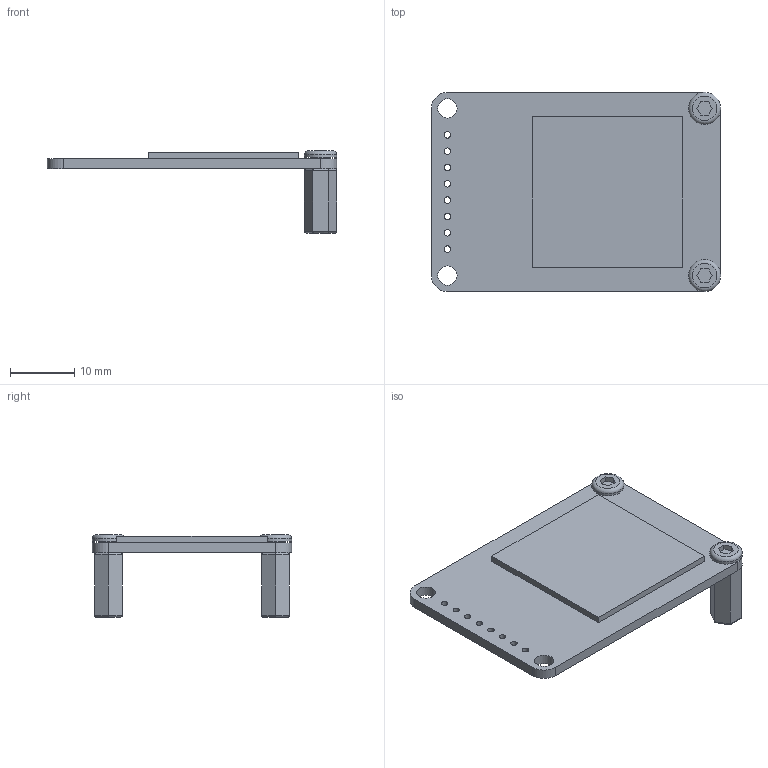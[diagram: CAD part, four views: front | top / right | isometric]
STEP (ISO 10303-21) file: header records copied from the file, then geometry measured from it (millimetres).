
FILE_DESCRIPTION(('Open CASCADE Model'),'2;1');
FILE_NAME('Open CASCADE Shape Model','2021-03-28T21:09:39',('Author'),( 'Open CASCADE'),'Open CASCADE STEP processor 7.5','Open CASCADE 7.5' ,'Unknown');
FILE_SCHEMA(('AUTOMOTIVE_DESIGN { 1 0 10303 214 1 1 1 1 }'));
Length unit declared in the file: millimetre
Products named in the file (11): CQ assembly; 244b8364-8ff9-11eb-a212-8c1645fe51f1; 244b8364-8ff9-11eb-a212-8c1645fe51f1_part; 24748f0c-8ff9-11eb-a212-8c1645fe51f1; 24748f0c-8ff9-11eb-a212-8c1645fe51f1_part; 2475a658-8ff9-11eb-a212-8c1645fe51f1; 2475a658-8ff9-11eb-a212-8c1645fe51f1_part; 249eecfc-8ff9-11eb-a212-8c1645fe51f1; 249eecfc-8ff9-11eb-a212-8c1645fe51f1_part; 24c8a7ea-8ff9-11eb-a212-8c1645fe51f1; 24c8a7ea-8ff9-11eb-a212-8c1645fe51f1_part
Assembly tree (10 placements, depth 4):
  CQ assembly
    244b8364-8ff9-11eb-a212-8c1645fe51f1
      244b8364-8ff9-11eb-a212-8c1645fe51f1_part
      24748f0c-8ff9-11eb-a212-8c1645fe51f1
        24748f0c-8ff9-11eb-a212-8c1645fe51f1_part
      2475a658-8ff9-11eb-a212-8c1645fe51f1
        2475a658-8ff9-11eb-a212-8c1645fe51f1_part
      249eecfc-8ff9-11eb-a212-8c1645fe51f1
        249eecfc-8ff9-11eb-a212-8c1645fe51f1_part
      24c8a7ea-8ff9-11eb-a212-8c1645fe51f1
        24c8a7ea-8ff9-11eb-a212-8c1645fe51f1_part
Bounding box: 45 x 31 x 12.8 mm (x, y, z)
Volume: 3020.6 mm3; surface area: 4918 mm2
Topology: 6 solids, 6 shells, 100 faces, 222 edges, 138 vertices
Faces by surface type: plane 48, cylinder 46, torus 6
Full cylindrical faces by diameter (mm): 1 x8, 2.5 x4, 3 x4, 5 x2
Entity records: 6199 total; most frequent: CARTESIAN_POINT 1383, DIRECTION 890, LINE 494, VECTOR 494, ORIENTED_EDGE 444, PCURVE 444, DEFINITIONAL_REPRESENTATION 444, EDGE_CURVE 222
